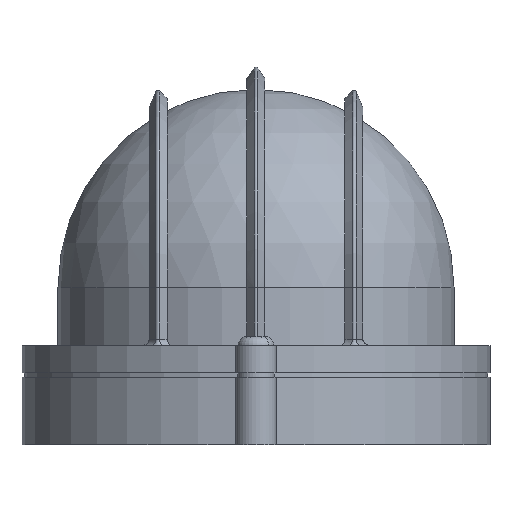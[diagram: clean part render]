
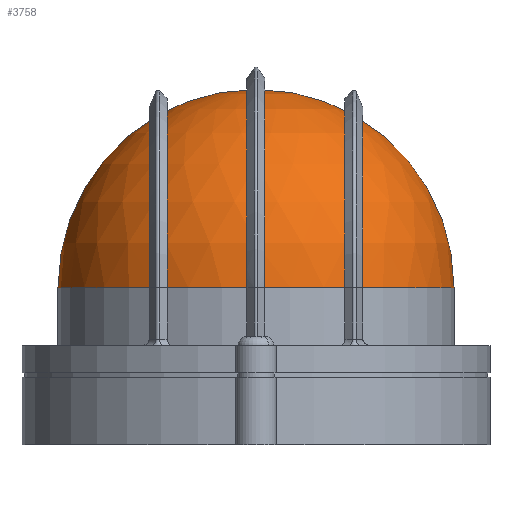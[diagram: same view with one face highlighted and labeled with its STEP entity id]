
A CAD part, left-side view. The second image highlights one B-rep face of the part: STEP entity #3758.
In plain terms, the highlighted spherical face has radius 44 mm.
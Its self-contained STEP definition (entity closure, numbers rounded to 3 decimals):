
#8 = DIRECTION ( 'NONE',  ( 0., 1., 0. ) ) ;
#225 = CIRCLE ( 'NONE', #5411, 44. ) ;
#283 = CIRCLE ( 'NONE', #4399, 44. ) ;
#391 = EDGE_CURVE ( 'NONE', #2896, #660, #283, .T. ) ;
#660 = VERTEX_POINT ( 'NONE', #3938 ) ;
#669 = CARTESIAN_POINT ( 'NONE',  ( -45.5, 0., 35. ) ) ;
#993 = DIRECTION ( 'NONE',  ( 1., 0., 0. ) ) ;
#1086 = DIRECTION ( 'NONE',  ( 0., -1., 0. ) ) ;
#1269 = DIRECTION ( 'NONE',  ( 0., 0., -1. ) ) ;
#1368 = DIRECTION ( 'NONE',  ( 0., 0., 1. ) ) ;
#1515 = EDGE_LOOP ( 'NONE', ( #2835, #2845, #2908 ) ) ;
#1827 = EDGE_CURVE ( 'NONE', #660, #2989, #3668, .T. ) ;
#2684 = CARTESIAN_POINT ( 'NONE',  ( -45.5, 0., 35. ) ) ;
#2704 = DIRECTION ( 'NONE',  ( 1., 0., 0. ) ) ;
#2835 = ORIENTED_EDGE ( 'NONE', *, *, #391, .F. ) ;
#2845 = ORIENTED_EDGE ( 'NONE', *, *, #3424, .T. ) ;
#2896 = VERTEX_POINT ( 'NONE', #5185 ) ;
#2908 = ORIENTED_EDGE ( 'NONE', *, *, #1827, .F. ) ;
#2989 = VERTEX_POINT ( 'NONE', #4325 ) ;
#3424 = EDGE_CURVE ( 'NONE', #2896, #2989, #225, .T. ) ;
#3668 = CIRCLE ( 'NONE', #4132, 44. ) ;
#3691 = CARTESIAN_POINT ( 'NONE',  ( -45.5, 0., 35. ) ) ;
#3758 = ADVANCED_FACE ( 'NONE', ( #5301 ), #5289, .T. ) ;
#3784 = DIRECTION ( 'NONE',  ( -1., 0., 0. ) ) ;
#3938 = CARTESIAN_POINT ( 'NONE',  ( -45.5, 44., 35. ) ) ;
#3991 = CARTESIAN_POINT ( 'NONE',  ( -45.5, 0., 35. ) ) ;
#4132 = AXIS2_PLACEMENT_3D ( 'NONE', #3691, #993, #4166 ) ;
#4166 = DIRECTION ( 'NONE',  ( 0., 1., 0. ) ) ;
#4325 = CARTESIAN_POINT ( 'NONE',  ( -45.5, 0., 79. ) ) ;
#4399 = AXIS2_PLACEMENT_3D ( 'NONE', #3991, #1269, #8 ) ;
#4973 = AXIS2_PLACEMENT_3D ( 'NONE', #2684, #1368, #2704 ) ;
#5185 = CARTESIAN_POINT ( 'NONE',  ( -45.5, -44., 35. ) ) ;
#5289 = SPHERICAL_SURFACE ( 'NONE', #4973, 44. ) ;
#5301 = FACE_OUTER_BOUND ( 'NONE', #1515, .T. ) ;
#5411 = AXIS2_PLACEMENT_3D ( 'NONE', #669, #3784, #1086 ) ;
